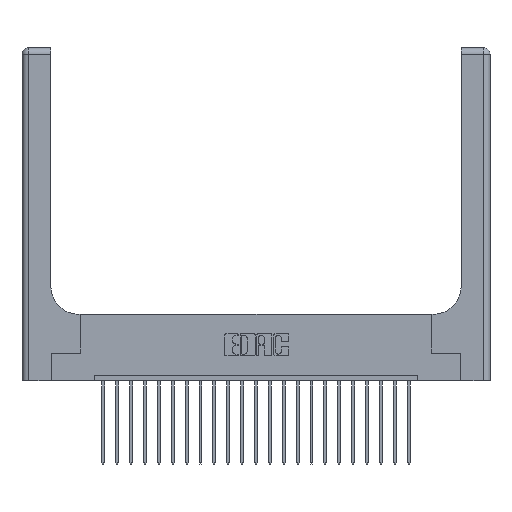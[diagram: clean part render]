
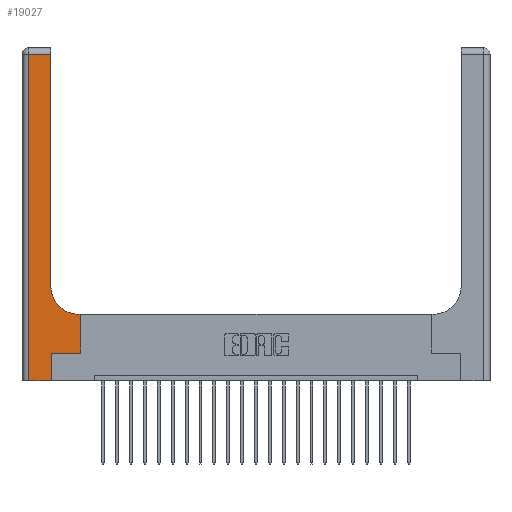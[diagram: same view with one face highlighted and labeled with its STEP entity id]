
A CAD part, top view. The second image highlights one B-rep face of the part: STEP entity #19027.
In plain terms, the highlighted planar face has unit normal (0, 0, 1).
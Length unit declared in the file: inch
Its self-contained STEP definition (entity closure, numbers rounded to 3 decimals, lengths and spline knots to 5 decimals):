
#341 = ORIENTED_EDGE ( 'NONE', *, *, #14418, .T. ) ;
#477 = DIRECTION ( 'NONE',  ( -1., 0., 0. ) ) ;
#492 = LINE ( 'NONE', #20975, #12594 ) ;
#818 = PLANE ( 'NONE',  #12516 ) ;
#1019 = CARTESIAN_POINT ( 'NONE',  ( 0.26, 3., 0.37 ) ) ;
#1286 = EDGE_CURVE ( 'NONE', #14987, #10881, #17525, .T. ) ;
#1482 = CARTESIAN_POINT ( 'NONE',  ( 0.51, 0.85, 0.37 ) ) ;
#2048 = CARTESIAN_POINT ( 'NONE',  ( 0.528, 0.25, 0.37 ) ) ;
#2058 = DIRECTION ( 'NONE',  ( 1., 0., 0. ) ) ;
#2271 = ORIENTED_EDGE ( 'NONE', *, *, #7789, .T. ) ;
#3423 = CARTESIAN_POINT ( 'NONE',  ( 0.26, 2.94, 0.37 ) ) ;
#4093 = VERTEX_POINT ( 'NONE', #3423 ) ;
#4395 = CARTESIAN_POINT ( 'NONE',  ( 0.26, 0.85, 0.37 ) ) ;
#5084 = CARTESIAN_POINT ( 'NONE',  ( 0.265, 0.25, 0.37 ) ) ;
#5729 = ORIENTED_EDGE ( 'NONE', *, *, #15732, .T. ) ;
#5821 = DIRECTION ( 'NONE',  ( -1., 0., 0. ) ) ;
#6511 = CARTESIAN_POINT ( 'NONE',  ( 0.265, 0., 0.37 ) ) ;
#6788 = DIRECTION ( 'NONE',  ( 0., 1., 0. ) ) ;
#6918 = VECTOR ( 'NONE', #16284, 39.37008 ) ;
#7269 = VECTOR ( 'NONE', #6788, 39.37008 ) ;
#7632 = CARTESIAN_POINT ( 'NONE',  ( 0.265, 0.25, 0.37 ) ) ;
#7789 = EDGE_CURVE ( 'NONE', #22091, #9236, #492, .T. ) ;
#7832 = EDGE_CURVE ( 'NONE', #13634, #14987, #14356, .T. ) ;
#8704 = VECTOR ( 'NONE', #19265, 39.37008 ) ;
#9074 = LINE ( 'NONE', #17623, #21856 ) ;
#9236 = VERTEX_POINT ( 'NONE', #9797 ) ;
#9723 = ORIENTED_EDGE ( 'NONE', *, *, #1286, .T. ) ;
#9797 = CARTESIAN_POINT ( 'NONE',  ( 0.06, 0., 0.37 ) ) ;
#10095 = DIRECTION ( 'NONE',  ( 1., 0., 0. ) ) ;
#10144 = VERTEX_POINT ( 'NONE', #2048 ) ;
#10209 = ORIENTED_EDGE ( 'NONE', *, *, #17958, .T. ) ;
#10271 = CARTESIAN_POINT ( 'NONE',  ( 0., 2.94, 0.37 ) ) ;
#10332 = CARTESIAN_POINT ( 'NONE',  ( 0.06, 2.94, 0.37 ) ) ;
#10498 = VERTEX_POINT ( 'NONE', #5084 ) ;
#10513 = LINE ( 'NONE', #13924, #7269 ) ;
#10682 = ORIENTED_EDGE ( 'NONE', *, *, #13390, .T. ) ;
#10881 = VERTEX_POINT ( 'NONE', #4395 ) ;
#10909 = DIRECTION ( 'NONE',  ( 0., 0., -1. ) ) ;
#10920 = ORIENTED_EDGE ( 'NONE', *, *, #11656, .T. ) ;
#11656 = EDGE_CURVE ( 'NONE', #19825, #10498, #10513, .T. ) ;
#12304 = DIRECTION ( 'NONE',  ( 0., -1., 0. ) ) ;
#12516 = AXIS2_PLACEMENT_3D ( 'NONE', #18100, #10909, #477 ) ;
#12594 = VECTOR ( 'NONE', #12304, 39.37008 ) ;
#13154 = LINE ( 'NONE', #1019, #13573 ) ;
#13215 = CARTESIAN_POINT ( 'NONE',  ( 0.528, 0.6, 0.37 ) ) ;
#13390 = EDGE_CURVE ( 'NONE', #4093, #22091, #14033, .T. ) ;
#13522 = LINE ( 'NONE', #13633, #20380 ) ;
#13573 = VECTOR ( 'NONE', #14873, 39.37008 ) ;
#13633 = CARTESIAN_POINT ( 'NONE',  ( 0.528, 0.25, 0.37 ) ) ;
#13634 = VERTEX_POINT ( 'NONE', #13215 ) ;
#13832 = EDGE_CURVE ( 'NONE', #10498, #10144, #17768, .T. ) ;
#13888 = FACE_OUTER_BOUND ( 'NONE', #14452, .T. ) ;
#13924 = CARTESIAN_POINT ( 'NONE',  ( 0.265, 0., 0.37 ) ) ;
#14033 = LINE ( 'NONE', #10271, #8704 ) ;
#14356 = LINE ( 'NONE', #17662, #22457 ) ;
#14418 = EDGE_CURVE ( 'NONE', #10144, #13634, #13522, .T. ) ;
#14452 = EDGE_LOOP ( 'NONE', ( #10209, #10682, #2271, #5729, #10920, #19415, #341, #14500, #9723 ) ) ;
#14500 = ORIENTED_EDGE ( 'NONE', *, *, #7832, .T. ) ;
#14873 = DIRECTION ( 'NONE',  ( 0., 1., 0. ) ) ;
#14987 = VERTEX_POINT ( 'NONE', #21665 ) ;
#15134 = DIRECTION ( 'NONE',  ( 0., 1., 0. ) ) ;
#15732 = EDGE_CURVE ( 'NONE', #9236, #19825, #9074, .T. ) ;
#16284 = DIRECTION ( 'NONE',  ( 1., 0., 0. ) ) ;
#17525 = CIRCLE ( 'NONE', #17896, 0.25 ) ;
#17623 = CARTESIAN_POINT ( 'NONE',  ( 0., 0., 0.37 ) ) ;
#17662 = CARTESIAN_POINT ( 'NONE',  ( 0.26, 0.6, 0.37 ) ) ;
#17768 = LINE ( 'NONE', #7632, #6918 ) ;
#17896 = AXIS2_PLACEMENT_3D ( 'NONE', #1482, #21943, #10095 ) ;
#17958 = EDGE_CURVE ( 'NONE', #10881, #4093, #13154, .T. ) ;
#18100 = CARTESIAN_POINT ( 'NONE',  ( 0., 3., 0.37 ) ) ;
#19027 = ADVANCED_FACE ( 'NONE', ( #13888 ), #818, .F. ) ;
#19265 = DIRECTION ( 'NONE',  ( -1., 0., 0. ) ) ;
#19415 = ORIENTED_EDGE ( 'NONE', *, *, #13832, .T. ) ;
#19825 = VERTEX_POINT ( 'NONE', #6511 ) ;
#20380 = VECTOR ( 'NONE', #15134, 39.37008 ) ;
#20975 = CARTESIAN_POINT ( 'NONE',  ( 0.06, 3., 0.37 ) ) ;
#21665 = CARTESIAN_POINT ( 'NONE',  ( 0.51, 0.6, 0.37 ) ) ;
#21856 = VECTOR ( 'NONE', #2058, 39.37008 ) ;
#21943 = DIRECTION ( 'NONE',  ( 0., 0., -1. ) ) ;
#22091 = VERTEX_POINT ( 'NONE', #10332 ) ;
#22457 = VECTOR ( 'NONE', #5821, 39.37008 ) ;
